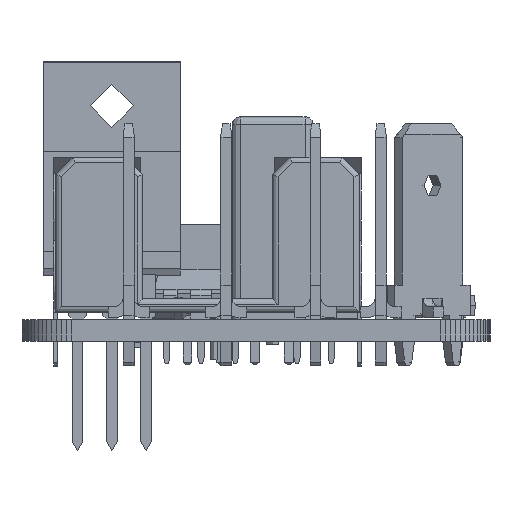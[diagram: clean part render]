
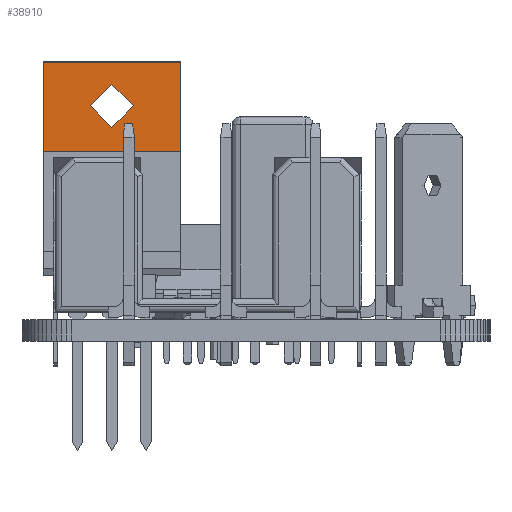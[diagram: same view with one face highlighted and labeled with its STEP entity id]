
A CAD part, left-side view. The second image highlights one B-rep face of the part: STEP entity #38910.
In plain terms, the highlighted face is planar.
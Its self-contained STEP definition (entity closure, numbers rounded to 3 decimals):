
#38565 = VERTEX_POINT('',#38566);
#38566 = CARTESIAN_POINT('',(7.62,3.285,19.039));
#38575 = PLANE('',#38576);
#38576 = AXIS2_PLACEMENT_3D('',#38577,#38578,#38579);
#38577 = CARTESIAN_POINT('',(7.62,3.285,19.039));
#38578 = DIRECTION('',(0.,0.087,0.996));
#38579 = DIRECTION('',(0.,-0.996,0.087));
#38587 = PLANE('',#38588);
#38588 = AXIS2_PLACEMENT_3D('',#38589,#38590,#38591);
#38589 = CARTESIAN_POINT('',(7.62,3.285,5.));
#38590 = DIRECTION('',(1.,0.,0.));
#38591 = DIRECTION('',(0.,-1.,0.));
#38599 = EDGE_CURVE('',#38565,#38600,#38602,.T.);
#38600 = VERTEX_POINT('',#38601);
#38601 = CARTESIAN_POINT('',(-2.54,3.285,19.039));
#38602 = SURFACE_CURVE('',#38603,(#38607,#38614),.PCURVE_S1.);
#38603 = LINE('',#38604,#38605);
#38604 = CARTESIAN_POINT('',(7.62,3.285,19.039));
#38605 = VECTOR('',#38606,1.);
#38606 = DIRECTION('',(-1.,-0.,-0.));
#38607 = PCURVE('',#38575,#38608);
#38608 = DEFINITIONAL_REPRESENTATION('',(#38609),#38613);
#38609 = LINE('',#38610,#38611);
#38610 = CARTESIAN_POINT('',(0.,0.));
#38611 = VECTOR('',#38612,1.);
#38612 = DIRECTION('',(0.,-1.));
#38613 = ( GEOMETRIC_REPRESENTATION_CONTEXT(2) 
PARAMETRIC_REPRESENTATION_CONTEXT() REPRESENTATION_CONTEXT('2D SPACE',''
  ) );
#38614 = PCURVE('',#38615,#38620);
#38615 = PLANE('',#38616);
#38616 = AXIS2_PLACEMENT_3D('',#38617,#38618,#38619);
#38617 = CARTESIAN_POINT('',(-2.54,3.285,5.));
#38618 = DIRECTION('',(0.,1.,0.));
#38619 = DIRECTION('',(1.,0.,0.));
#38620 = DEFINITIONAL_REPRESENTATION('',(#38621),#38625);
#38621 = LINE('',#38622,#38623);
#38622 = CARTESIAN_POINT('',(10.16,-14.039));
#38623 = VECTOR('',#38624,1.);
#38624 = DIRECTION('',(-1.,0.));
#38625 = ( GEOMETRIC_REPRESENTATION_CONTEXT(2) 
PARAMETRIC_REPRESENTATION_CONTEXT() REPRESENTATION_CONTEXT('2D SPACE',''
  ) );
#38643 = PLANE('',#38644);
#38644 = AXIS2_PLACEMENT_3D('',#38645,#38646,#38647);
#38645 = CARTESIAN_POINT('',(-2.54,0.745,5.));
#38646 = DIRECTION('',(-1.,0.,0.));
#38647 = DIRECTION('',(0.,1.,0.));
#38687 = VERTEX_POINT('',#38688);
#38688 = CARTESIAN_POINT('',(7.62,3.285,12.42));
#38714 = EDGE_CURVE('',#38687,#38565,#38715,.T.);
#38715 = SURFACE_CURVE('',#38716,(#38720,#38727),.PCURVE_S1.);
#38716 = LINE('',#38717,#38718);
#38717 = CARTESIAN_POINT('',(7.62,3.285,5.));
#38718 = VECTOR('',#38719,1.);
#38719 = DIRECTION('',(0.,0.,1.));
#38720 = PCURVE('',#38587,#38721);
#38721 = DEFINITIONAL_REPRESENTATION('',(#38722),#38726);
#38722 = LINE('',#38723,#38724);
#38723 = CARTESIAN_POINT('',(0.,0.));
#38724 = VECTOR('',#38725,1.);
#38725 = DIRECTION('',(0.,-1.));
#38726 = ( GEOMETRIC_REPRESENTATION_CONTEXT(2) 
PARAMETRIC_REPRESENTATION_CONTEXT() REPRESENTATION_CONTEXT('2D SPACE',''
  ) );
#38727 = PCURVE('',#38615,#38728);
#38728 = DEFINITIONAL_REPRESENTATION('',(#38729),#38733);
#38729 = LINE('',#38730,#38731);
#38730 = CARTESIAN_POINT('',(10.16,0.));
#38731 = VECTOR('',#38732,1.);
#38732 = DIRECTION('',(0.,-1.));
#38733 = ( GEOMETRIC_REPRESENTATION_CONTEXT(2) 
PARAMETRIC_REPRESENTATION_CONTEXT() REPRESENTATION_CONTEXT('2D SPACE',''
  ) );
#38840 = VERTEX_POINT('',#38841);
#38841 = CARTESIAN_POINT('',(-2.54,3.285,12.42));
#38890 = EDGE_CURVE('',#38840,#38600,#38891,.T.);
#38891 = SURFACE_CURVE('',#38892,(#38896,#38903),.PCURVE_S1.);
#38892 = LINE('',#38893,#38894);
#38893 = CARTESIAN_POINT('',(-2.54,3.285,5.));
#38894 = VECTOR('',#38895,1.);
#38895 = DIRECTION('',(0.,0.,1.));
#38896 = PCURVE('',#38643,#38897);
#38897 = DEFINITIONAL_REPRESENTATION('',(#38898),#38902);
#38898 = LINE('',#38899,#38900);
#38899 = CARTESIAN_POINT('',(2.54,0.));
#38900 = VECTOR('',#38901,1.);
#38901 = DIRECTION('',(0.,-1.));
#38902 = ( GEOMETRIC_REPRESENTATION_CONTEXT(2) 
PARAMETRIC_REPRESENTATION_CONTEXT() REPRESENTATION_CONTEXT('2D SPACE',''
  ) );
#38903 = PCURVE('',#38615,#38904);
#38904 = DEFINITIONAL_REPRESENTATION('',(#38905),#38909);
#38905 = LINE('',#38906,#38907);
#38906 = CARTESIAN_POINT('',(0.,0.));
#38907 = VECTOR('',#38908,1.);
#38908 = DIRECTION('',(0.,-1.));
#38909 = ( GEOMETRIC_REPRESENTATION_CONTEXT(2) 
PARAMETRIC_REPRESENTATION_CONTEXT() REPRESENTATION_CONTEXT('2D SPACE',''
  ) );
#38910 = ADVANCED_FACE('',(#38911,#38942),#38615,.T.);
#38911 = FACE_BOUND('',#38912,.T.);
#38912 = EDGE_LOOP('',(#38913,#38939,#38940,#38941));
#38913 = ORIENTED_EDGE('',*,*,#38914,.F.);
#38914 = EDGE_CURVE('',#38840,#38687,#38915,.T.);
#38915 = SURFACE_CURVE('',#38916,(#38920,#38927),.PCURVE_S1.);
#38916 = LINE('',#38917,#38918);
#38917 = CARTESIAN_POINT('',(-2.54,3.285,12.42));
#38918 = VECTOR('',#38919,1.);
#38919 = DIRECTION('',(1.,0.,0.));
#38920 = PCURVE('',#38615,#38921);
#38921 = DEFINITIONAL_REPRESENTATION('',(#38922),#38926);
#38922 = LINE('',#38923,#38924);
#38923 = CARTESIAN_POINT('',(0.,-7.42));
#38924 = VECTOR('',#38925,1.);
#38925 = DIRECTION('',(1.,0.));
#38926 = ( GEOMETRIC_REPRESENTATION_CONTEXT(2) 
PARAMETRIC_REPRESENTATION_CONTEXT() REPRESENTATION_CONTEXT('2D SPACE',''
  ) );
#38927 = PCURVE('',#38928,#38933);
#38928 = PLANE('',#38929);
#38929 = AXIS2_PLACEMENT_3D('',#38930,#38931,#38932);
#38930 = CARTESIAN_POINT('',(-2.54,3.285,12.42));
#38931 = DIRECTION('',(0.,1.,0.));
#38932 = DIRECTION('',(0.,0.,-1.));
#38933 = DEFINITIONAL_REPRESENTATION('',(#38934),#38938);
#38934 = LINE('',#38935,#38936);
#38935 = CARTESIAN_POINT('',(0.,0.));
#38936 = VECTOR('',#38937,1.);
#38937 = DIRECTION('',(0.,-1.));
#38938 = ( GEOMETRIC_REPRESENTATION_CONTEXT(2) 
PARAMETRIC_REPRESENTATION_CONTEXT() REPRESENTATION_CONTEXT('2D SPACE',''
  ) );
#38939 = ORIENTED_EDGE('',*,*,#38890,.T.);
#38940 = ORIENTED_EDGE('',*,*,#38599,.F.);
#38941 = ORIENTED_EDGE('',*,*,#38714,.F.);
#38942 = FACE_BOUND('',#38943,.T.);
#38943 = EDGE_LOOP('',(#38944));
#38944 = ORIENTED_EDGE('',*,*,#38945,.T.);
#38945 = EDGE_CURVE('',#38946,#38946,#38948,.T.);
#38946 = VERTEX_POINT('',#38947);
#38947 = CARTESIAN_POINT('',(4.13,3.285,15.8));
#38948 = SURFACE_CURVE('',#38949,(#38954,#38965),.PCURVE_S1.);
#38949 = CIRCLE('',#38950,1.59);
#38950 = AXIS2_PLACEMENT_3D('',#38951,#38952,#38953);
#38951 = CARTESIAN_POINT('',(2.54,3.285,15.8));
#38952 = DIRECTION('',(0.,-1.,0.));
#38953 = DIRECTION('',(1.,0.,0.));
#38954 = PCURVE('',#38615,#38955);
#38955 = DEFINITIONAL_REPRESENTATION('',(#38956),#38964);
#38956 = ( BOUNDED_CURVE() B_SPLINE_CURVE(2,(#38957,#38958,#38959,#38960
    ,#38961,#38962,#38963),.UNSPECIFIED.,.T.,.F.) 
B_SPLINE_CURVE_WITH_KNOTS((1,2,2,2,2,1),(-2.094,0.,
    2.094,4.189,6.283,8.378),
.UNSPECIFIED.) CURVE() GEOMETRIC_REPRESENTATION_ITEM() 
RATIONAL_B_SPLINE_CURVE((1.,0.5,1.,0.5,1.,0.5,1.)) REPRESENTATION_ITEM(
  '') );
#38957 = CARTESIAN_POINT('',(6.67,-10.8));
#38958 = CARTESIAN_POINT('',(6.67,-13.554));
#38959 = CARTESIAN_POINT('',(4.285,-12.177));
#38960 = CARTESIAN_POINT('',(1.9,-10.8));
#38961 = CARTESIAN_POINT('',(4.285,-9.423));
#38962 = CARTESIAN_POINT('',(6.67,-8.046));
#38963 = CARTESIAN_POINT('',(6.67,-10.8));
#38964 = ( GEOMETRIC_REPRESENTATION_CONTEXT(2) 
PARAMETRIC_REPRESENTATION_CONTEXT() REPRESENTATION_CONTEXT('2D SPACE',''
  ) );
#38965 = PCURVE('',#38966,#38971);
#38966 = CYLINDRICAL_SURFACE('',#38967,1.59);
#38967 = AXIS2_PLACEMENT_3D('',#38968,#38969,#38970);
#38968 = CARTESIAN_POINT('',(2.54,0.745,15.8));
#38969 = DIRECTION('',(0.,-1.,0.));
#38970 = DIRECTION('',(1.,0.,0.));
#38971 = DEFINITIONAL_REPRESENTATION('',(#38972),#38976);
#38972 = LINE('',#38973,#38974);
#38973 = CARTESIAN_POINT('',(0.,-2.54));
#38974 = VECTOR('',#38975,1.);
#38975 = DIRECTION('',(1.,0.));
#38976 = ( GEOMETRIC_REPRESENTATION_CONTEXT(2) 
PARAMETRIC_REPRESENTATION_CONTEXT() REPRESENTATION_CONTEXT('2D SPACE',''
  ) );
